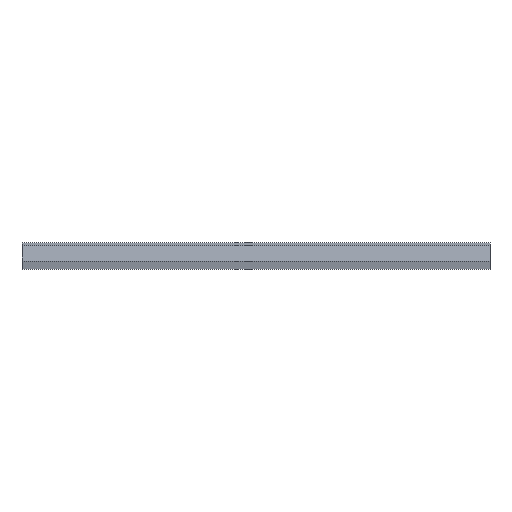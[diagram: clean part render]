
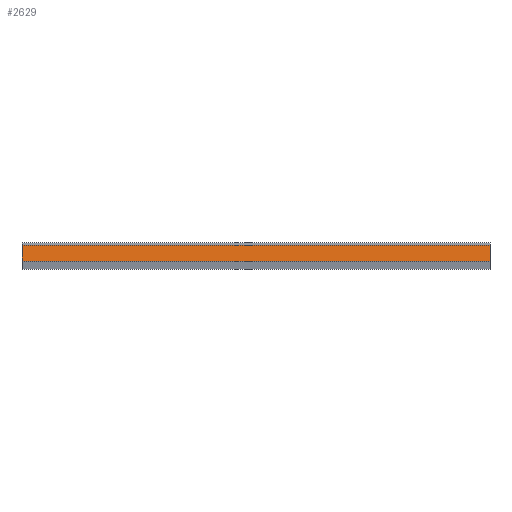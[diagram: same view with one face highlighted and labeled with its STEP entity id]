
A CAD part, top view. The second image highlights one B-rep face of the part: STEP entity #2629.
In plain terms, the highlighted planar face has unit normal (0, 0.132, 0.991).
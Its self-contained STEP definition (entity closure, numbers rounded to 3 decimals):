
#39=FACE_OUTER_BOUND('',#229,.T.);
#229=EDGE_LOOP('',(#1820,#1821,#1822,#1823));
#396=LINE('',#3755,#764);
#489=LINE('',#3941,#857);
#491=LINE('',#3945,#859);
#492=LINE('',#3946,#860);
#764=VECTOR('',#3004,10.);
#857=VECTOR('',#3143,10.);
#859=VECTOR('',#3147,10.);
#860=VECTOR('',#3148,10.);
#1131=VERTEX_POINT('',#3751);
#1133=VERTEX_POINT('',#3754);
#1203=VERTEX_POINT('',#3940);
#1204=VERTEX_POINT('',#3944);
#1312=EDGE_CURVE('',#1133,#1131,#396,.T.);
#1405=EDGE_CURVE('',#1203,#1133,#489,.T.);
#1407=EDGE_CURVE('',#1204,#1131,#491,.T.);
#1408=EDGE_CURVE('',#1203,#1204,#492,.T.);
#1820=ORIENTED_EDGE('',*,*,#1312,.T.);
#1821=ORIENTED_EDGE('',*,*,#1407,.F.);
#1822=ORIENTED_EDGE('',*,*,#1408,.F.);
#1823=ORIENTED_EDGE('',*,*,#1405,.T.);
#2439=PLANE('',#2833);
#2629=ADVANCED_FACE('',(#39),#2439,.T.);
#2833=AXIS2_PLACEMENT_3D('',#3943,#3145,#3146);
#3004=DIRECTION('',(0.,0.991,-0.132));
#3143=DIRECTION('',(1.,0.,0.));
#3145=DIRECTION('center_axis',(0.,0.132,0.991));
#3146=DIRECTION('ref_axis',(1.,0.,0.));
#3147=DIRECTION('',(1.,0.,0.));
#3148=DIRECTION('',(0.,0.991,-0.132));
#3751=CARTESIAN_POINT('',(90.,92.851,18.5));
#3754=CARTESIAN_POINT('',(90.,89.8,18.907));
#3755=CARTESIAN_POINT('',(90.,93.064,18.472));
#3940=CARTESIAN_POINT('',(0.,89.8,18.907));
#3941=CARTESIAN_POINT('',(0.,89.8,18.907));
#3943=CARTESIAN_POINT('Origin',(50.,92.851,18.5));
#3944=CARTESIAN_POINT('',(0.,92.851,18.5));
#3945=CARTESIAN_POINT('',(0.,92.851,18.5));
#3946=CARTESIAN_POINT('',(0.,89.8,18.907));
